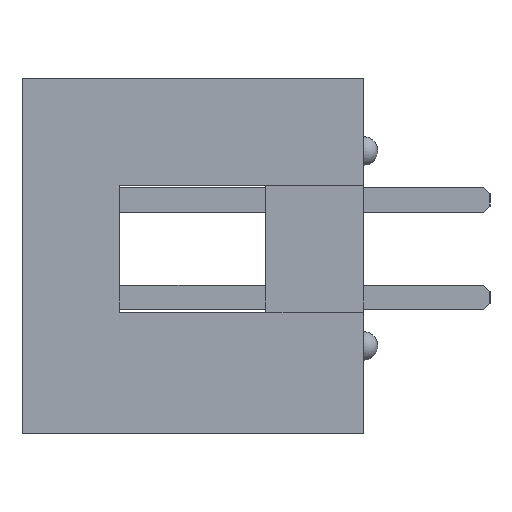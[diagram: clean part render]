
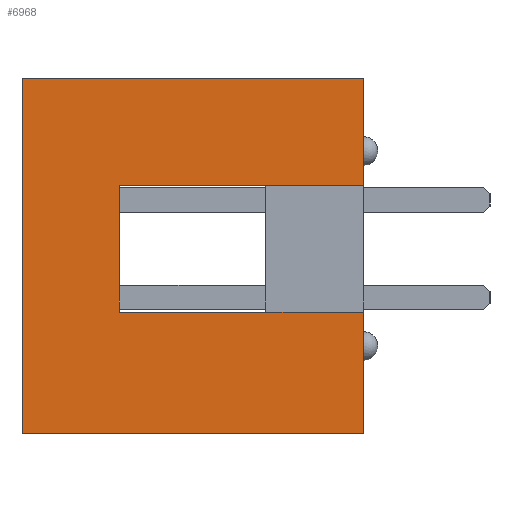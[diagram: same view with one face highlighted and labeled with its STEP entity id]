
A CAD part, left-side view. The second image highlights one B-rep face of the part: STEP entity #6968.
In plain terms, the highlighted planar face has unit normal (-1, 0, 0).
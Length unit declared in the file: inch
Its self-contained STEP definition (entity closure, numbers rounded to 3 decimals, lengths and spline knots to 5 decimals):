
#1880=ORIENTED_EDGE('',*,*,#2924,.F.);
#1881=ORIENTED_EDGE('',*,*,#2950,.F.);
#1882=ORIENTED_EDGE('',*,*,#2947,.F.);
#1883=ORIENTED_EDGE('',*,*,#2971,.F.);
#1884=ORIENTED_EDGE('',*,*,#2972,.T.);
#1885=ORIENTED_EDGE('',*,*,#2973,.T.);
#1886=ORIENTED_EDGE('',*,*,#2943,.F.);
#1887=ORIENTED_EDGE('',*,*,#2963,.F.);
#2924=EDGE_CURVE('',#3622,#3602,#4572,.T.);
#2943=EDGE_CURVE('',#3641,#3642,#4587,.T.);
#2947=EDGE_CURVE('',#3645,#3646,#4591,.T.);
#2950=EDGE_CURVE('',#3646,#3622,#4594,.T.);
#2963=EDGE_CURVE('',#3602,#3641,#4607,.T.);
#2971=EDGE_CURVE('',#3656,#3645,#4615,.T.);
#2972=EDGE_CURVE('',#3656,#3657,#4616,.T.);
#2973=EDGE_CURVE('',#3657,#3642,#4617,.T.);
#3602=VERTEX_POINT('',#10827);
#3622=VERTEX_POINT('',#10868);
#3641=VERTEX_POINT('',#10907);
#3642=VERTEX_POINT('',#10909);
#3645=VERTEX_POINT('',#10915);
#3646=VERTEX_POINT('',#10917);
#3656=VERTEX_POINT('',#10959);
#3657=VERTEX_POINT('',#10961);
#4572=LINE('',#10869,#5558);
#4587=LINE('',#10908,#5573);
#4591=LINE('',#10916,#5577);
#4594=LINE('',#10921,#5580);
#4607=LINE('',#10944,#5593);
#4615=LINE('',#10958,#5601);
#4616=LINE('',#10960,#5602);
#4617=LINE('',#10962,#5603);
#5558=VECTOR('',#8883,39.37008);
#5573=VECTOR('',#8908,39.37008);
#5577=VECTOR('',#8912,39.37008);
#5580=VECTOR('',#8917,39.37008);
#5593=VECTOR('',#8940,39.37008);
#5601=VECTOR('',#8952,39.37008);
#5602=VECTOR('',#8953,39.37008);
#5603=VECTOR('',#8954,39.37008);
#5954=EDGE_LOOP('',(#1880,#1881,#1882,#1883,#1884,#1885,#1886,#1887));
#6296=FACE_BOUND('',#5954,.T.);
#6634=PLANE('',#7350);
#6968=ADVANCED_FACE('',(#6296),#6634,.F.);
#7350=AXIS2_PLACEMENT_3D('',#10957,#8950,#8951);
#8883=DIRECTION('',(0.,0.,1.));
#8908=DIRECTION('',(0.,0.,-1.));
#8912=DIRECTION('',(0.,0.,-1.));
#8917=DIRECTION('',(0.,1.,0.));
#8940=DIRECTION('',(0.,-1.,0.));
#8950=DIRECTION('',(1.,0.,0.));
#8951=DIRECTION('',(0.,0.,-1.));
#8952=DIRECTION('',(0.,-1.,0.));
#8953=DIRECTION('',(0.,0.,1.));
#8954=DIRECTION('',(0.,-1.,0.));
#10827=CARTESIAN_POINT('',(-0.75,0.35,0.175));
#10868=CARTESIAN_POINT('',(-0.75,0.35,-0.19));
#10869=CARTESIAN_POINT('',(-0.75,0.35,-0.19));
#10907=CARTESIAN_POINT('',(-0.75,0.,0.175));
#10908=CARTESIAN_POINT('',(-0.75,0.,0.175));
#10909=CARTESIAN_POINT('',(-0.75,0.,0.065));
#10915=CARTESIAN_POINT('',(-0.75,0.,-0.065));
#10916=CARTESIAN_POINT('',(-0.75,0.,0.175));
#10917=CARTESIAN_POINT('',(-0.75,0.,-0.19));
#10921=CARTESIAN_POINT('',(-0.75,0.,-0.19));
#10944=CARTESIAN_POINT('',(-0.75,0.35,0.175));
#10957=CARTESIAN_POINT('',(-0.75,0.,0.));
#10958=CARTESIAN_POINT('',(-0.75,0.25,-0.065));
#10959=CARTESIAN_POINT('',(-0.75,0.25,-0.065));
#10960=CARTESIAN_POINT('',(-0.75,0.25,0.));
#10961=CARTESIAN_POINT('',(-0.75,0.25,0.065));
#10962=CARTESIAN_POINT('',(-0.75,0.25,0.065));
